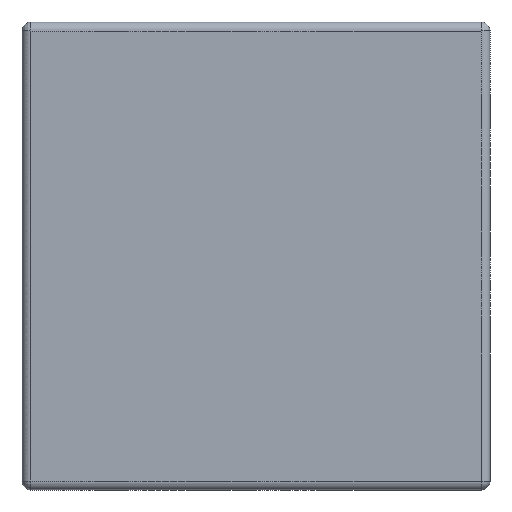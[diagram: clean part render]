
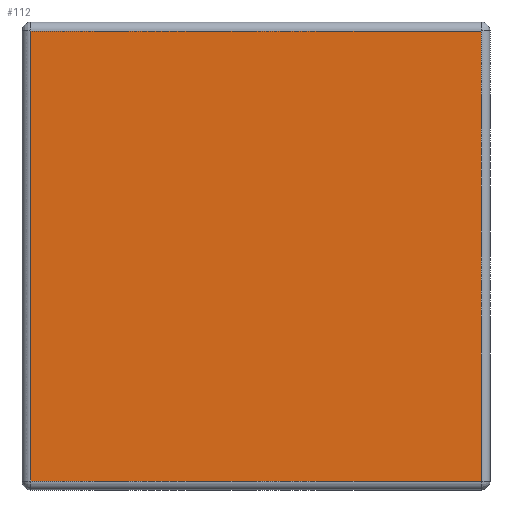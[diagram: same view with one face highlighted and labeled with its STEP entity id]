
A CAD part, front view. The second image highlights one B-rep face of the part: STEP entity #112.
In plain terms, the highlighted planar face has unit normal (0, -1, 0).
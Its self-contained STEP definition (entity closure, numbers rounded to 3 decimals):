
#54=PLANE('',#415);
#60=LINE('',#608,#84);
#61=LINE('',#609,#85);
#62=LINE('',#610,#86);
#63=LINE('',#611,#87);
#84=VECTOR('',#475,1.);
#85=VECTOR('',#476,1.);
#86=VECTOR('',#477,1.);
#87=VECTOR('',#478,1.);
#112=ADVANCED_FACE('',(#162),#54,.T.);
#162=FACE_OUTER_BOUND('',#188,.T.);
#188=EDGE_LOOP('',(#222,#223,#224,#225));
#222=ORIENTED_EDGE('',*,*,#342,.F.);
#223=ORIENTED_EDGE('',*,*,#343,.F.);
#224=ORIENTED_EDGE('',*,*,#344,.F.);
#225=ORIENTED_EDGE('',*,*,#345,.F.);
#308=VERTEX_POINT('',#568);
#309=VERTEX_POINT('',#576);
#312=VERTEX_POINT('',#587);
#317=VERTEX_POINT('',#601);
#342=EDGE_CURVE('',#312,#309,#60,.T.);
#343=EDGE_CURVE('',#317,#312,#61,.T.);
#344=EDGE_CURVE('',#308,#317,#62,.T.);
#345=EDGE_CURVE('',#309,#308,#63,.T.);
#415=AXIS2_PLACEMENT_3D('',#612,#479,#480);
#475=DIRECTION('',(-1.,0.,0.));
#476=DIRECTION('',(0.,0.,-1.));
#477=DIRECTION('',(1.,0.,0.));
#478=DIRECTION('',(0.,0.,1.));
#479=DIRECTION('',(0.,-1.,0.));
#480=DIRECTION('',(0.,0.,-1.));
#568=CARTESIAN_POINT('',(6.35,0.,-6.35));
#576=CARTESIAN_POINT('',(6.35,0.,-323.85));
#587=CARTESIAN_POINT('',(323.85,0.,-323.85));
#601=CARTESIAN_POINT('',(323.85,0.,-6.35));
#608=CARTESIAN_POINT('',(0.,0.,-323.85));
#609=CARTESIAN_POINT('',(323.85,0.,0.));
#610=CARTESIAN_POINT('',(0.,0.,-6.35));
#611=CARTESIAN_POINT('',(6.35,0.,0.));
#612=CARTESIAN_POINT('',(0.,0.,0.));
